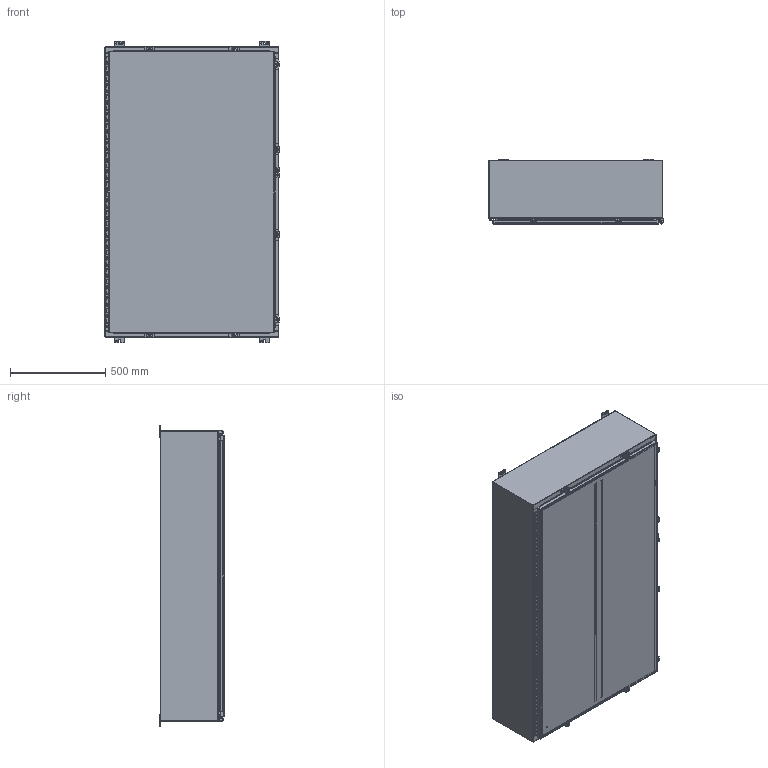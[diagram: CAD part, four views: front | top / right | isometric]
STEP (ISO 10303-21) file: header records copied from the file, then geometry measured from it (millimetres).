
FILE_DESCRIPTION (( 'STEP AP203' ), '1' );
FILE_NAME ('1418N4SST12_Default.step', '2019-11-01T21:05:35', ( 'ADC123' ), ( 'Microsoft' ), 'SwSTEP 2.0', 'SolidWorks 2019', '' );
FILE_SCHEMA (( 'CONFIG_CONTROL_DESIGN' ));
Length unit declared in the file: inch
Products named in the file (1): 1418N4SST12_Default
Bounding box: 916 x 339.73 x 1581.15 mm (x, y, z)
Volume: 12169427 mm3; surface area: 12500118.2 mm2
Topology: 66 solids, 67 shells, 2432 faces, 6510 edges, 4288 vertices
Faces by surface type: plane 1459, cylinder 889, bspline 74, cone 10
Entity records: 77839 total; most frequent: CARTESIAN_POINT 15845, ORIENTED_EDGE 13012, DIRECTION 12848, EDGE_CURVE 6506, VECTOR 4486, LINE 4486, VERTEX_POINT 4288, AXIS2_PLACEMENT_3D 4181
